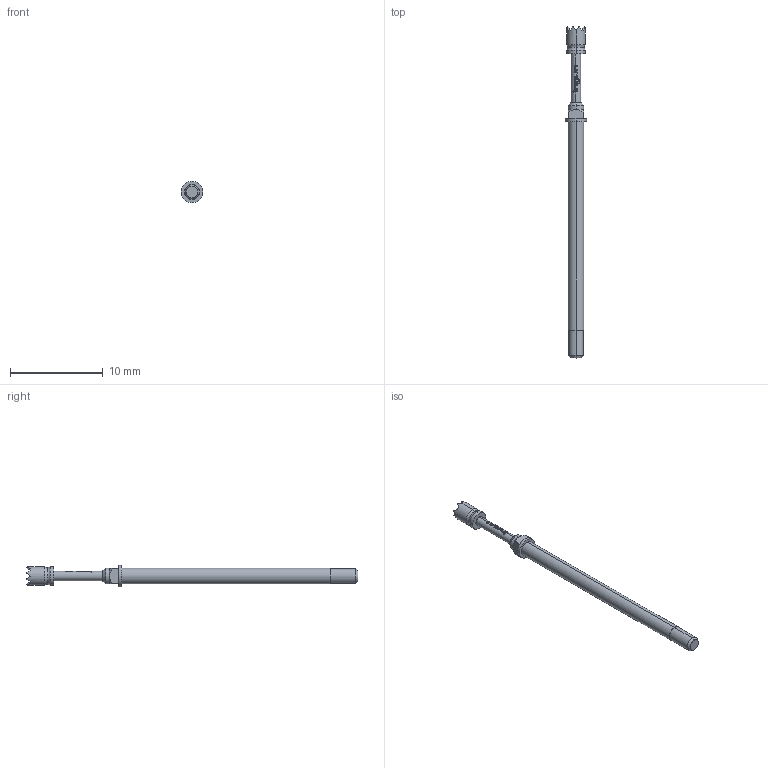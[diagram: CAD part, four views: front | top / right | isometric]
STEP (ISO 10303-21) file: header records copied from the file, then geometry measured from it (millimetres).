
FILE_DESCRIPTION (( 'STEP AP203' ), '1' );
FILE_NAME ('INGUN_HSS-118_306_200_A_xx02_M.STEP', '2022-02-02T16:09:38', ( 'ochi' ), ( '' ), 'SwSTEP 2.0', 'SolidWorks 2018', '' );
FILE_SCHEMA (( 'CONFIG_CONTROL_DESIGN' ));
Length unit declared in the file: millimetre
Products named in the file (1): INGUN_HSS-118_306_200_A_xx02_M
Bounding box: 2.3 x 35.8 x 2.3 mm (x, y, z)
Volume: 71.7 mm3; surface area: 192.4 mm2
Topology: 1 solids, 1 shells, 168 faces, 407 edges, 245 vertices
Faces by surface type: plane 78, bspline 52, cylinder 24, cone 10, torus 4
Entity records: 5900 total; most frequent: CARTESIAN_POINT 2575, ORIENTED_EDGE 814, DIRECTION 443, EDGE_CURVE 407, VERTEX_POINT 245, B_SPLINE_CURVE_WITH_KNOTS 212, EDGE_LOOP 172, ADVANCED_FACE 168
